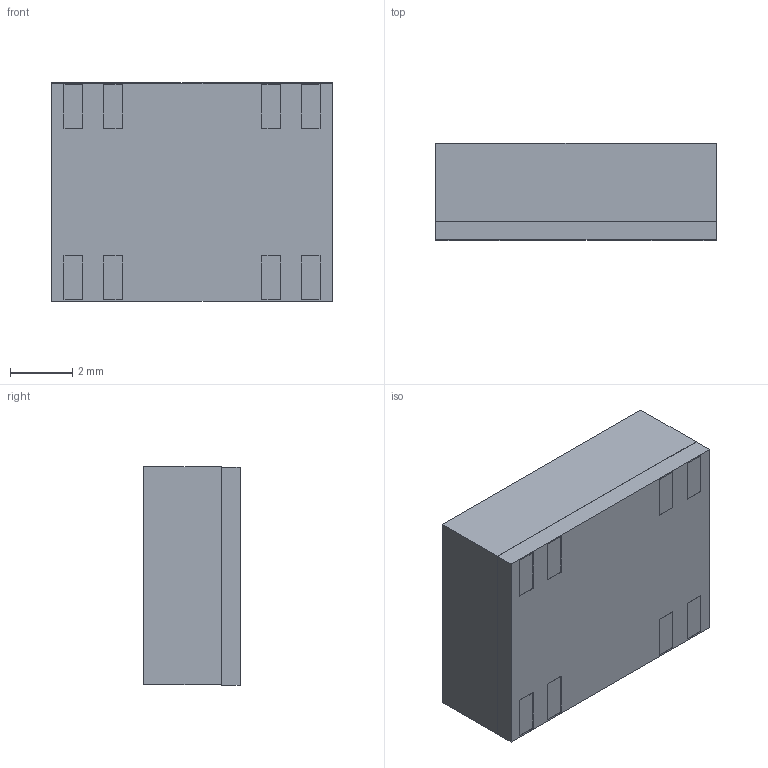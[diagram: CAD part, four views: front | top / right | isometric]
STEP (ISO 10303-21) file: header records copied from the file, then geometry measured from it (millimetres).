
FILE_DESCRIPTION (( 'STEP AP214' ), '1' );
FILE_NAME ('B05xxMT-1WR4.stp.STEP', '2023-03-20T12:38:55', ( '' ), ( '' ), 'SwSTEP 2.0', 'SolidWorks 2022', '' );
FILE_SCHEMA (( 'AUTOMOTIVE_DESIGN' ));
Length unit declared in the file: millimetre
Products named in the file (13): ASM0004_ASM.stp; USER_LIBRARY-0603_SMD_CAPACITOR.stp; FB0505T-1WR4__ASM.stp; EXTRUDED-21930.stp; ASM0002_ASM.stp; PRT0001.stp; PRT0003.stp; PRT0002.stp; 0-1.stp; B05xxMT-1WR4.stp; 810287664_ASM.stp; ASM0003_ASM.stp; ASM0001_ASM.stp
Assembly tree (19 placements, depth 5):
  B05xxMT-1WR4.stp
    FB0505T-1WR4__ASM.stp
      ASM0001_ASM.stp
        810287664_ASM.stp
          EXTRUDED-21930.stp
        ASM0002_ASM.stp
          PRT0002.stp
        ASM0003_ASM.stp
          USER_LIBRARY-0603_SMD_CAPACITOR.stp
        ASM0004_ASM.stp
          PRT0003.stp
        PRT0001.stp
      0-1.stp  x8
Bounding box: 9 x 3.11 x 7 mm (x, y, z)
Volume: 196.3 mm3; surface area: 375.3 mm2
Topology: 13 solids, 13 shells, 396 faces, 986 edges, 620 vertices
Faces by surface type: plane 260, bspline 78, cylinder 42, sphere 16
Entity records: 17467 total; most frequent: CARTESIAN_POINT 8642, ORIENTED_EDGE 1772, DIRECTION 1406, EDGE_CURVE 886, VECTOR 662, LINE 662, VERTEX_POINT 564, EDGE_LOOP 374
